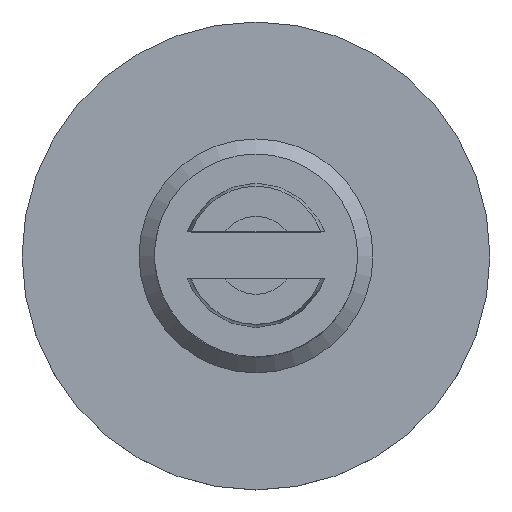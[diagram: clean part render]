
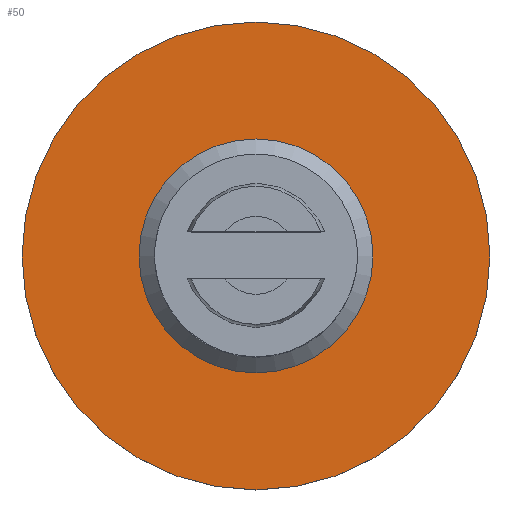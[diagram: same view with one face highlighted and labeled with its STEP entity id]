
A CAD part, top view. The second image highlights one B-rep face of the part: STEP entity #50.
In plain terms, the highlighted planar face has unit normal (0, 0, 1).
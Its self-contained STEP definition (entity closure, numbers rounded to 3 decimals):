
#24 = VERTEX_POINT('',#25);
#25 = CARTESIAN_POINT('',(7.5,0.,2.));
#39 = EDGE_CURVE('',#24,#24,#40,.T.);
#40 = CIRCLE('',#41,7.5);
#41 = AXIS2_PLACEMENT_3D('',#42,#43,#44);
#42 = CARTESIAN_POINT('',(0.,0.,2.));
#43 = DIRECTION('',(0.,0.,1.));
#44 = DIRECTION('',(1.,0.,0.));
#50 = ADVANCED_FACE('',(#51,#54),#65,.T.);
#51 = FACE_BOUND('',#52,.T.);
#52 = EDGE_LOOP('',(#53));
#53 = ORIENTED_EDGE('',*,*,#39,.F.);
#54 = FACE_BOUND('',#55,.T.);
#55 = EDGE_LOOP('',(#56));
#56 = ORIENTED_EDGE('',*,*,#57,.T.);
#57 = EDGE_CURVE('',#58,#58,#60,.T.);
#58 = VERTEX_POINT('',#59);
#59 = CARTESIAN_POINT('',(15.,0.,2.));
#60 = CIRCLE('',#61,15.);
#61 = AXIS2_PLACEMENT_3D('',#62,#63,#64);
#62 = CARTESIAN_POINT('',(0.,0.,2.));
#63 = DIRECTION('',(0.,0.,1.));
#64 = DIRECTION('',(1.,0.,0.));
#65 = PLANE('',#66);
#66 = AXIS2_PLACEMENT_3D('',#67,#68,#69);
#67 = CARTESIAN_POINT('',(0.,0.,2.));
#68 = DIRECTION('',(0.,0.,1.));
#69 = DIRECTION('',(1.,0.,0.));
